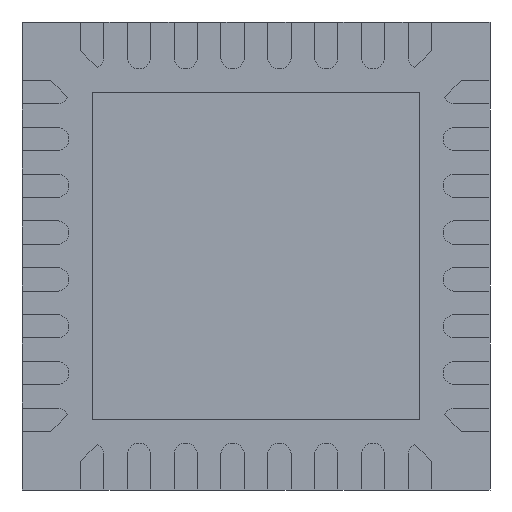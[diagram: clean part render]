
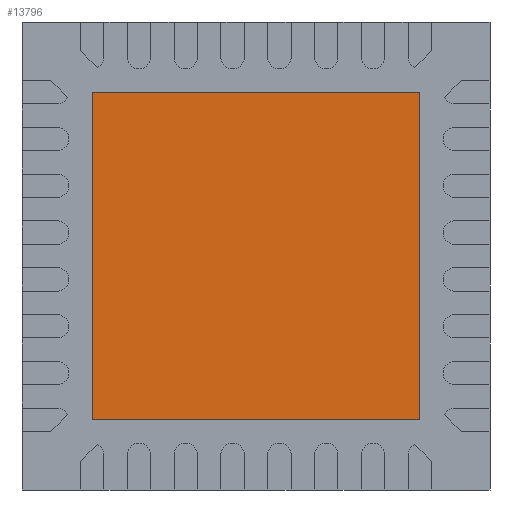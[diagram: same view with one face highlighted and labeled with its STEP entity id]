
A CAD part, front view. The second image highlights one B-rep face of the part: STEP entity #13796.
In plain terms, the highlighted planar face has unit normal (0, -1, 0).
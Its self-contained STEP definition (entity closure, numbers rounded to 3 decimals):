
#13492=DIRECTION('',(1.,0.,0.));
#13493=VECTOR('',#13492,2.8);
#13494=CARTESIAN_POINT('',(-1.4,0.,-1.4));
#13495=LINE('',#13494,#13493);
#13499=DIRECTION('',(0.,0.,-1.));
#13500=VECTOR('',#13499,2.8);
#13501=CARTESIAN_POINT('',(-1.4,0.,1.4));
#13502=LINE('',#13501,#13500);
#13506=DIRECTION('',(-1.,0.,0.));
#13507=VECTOR('',#13506,2.8);
#13508=CARTESIAN_POINT('',(1.4,0.,1.4));
#13509=LINE('',#13508,#13507);
#13513=DIRECTION('',(0.,0.,1.));
#13514=VECTOR('',#13513,2.8);
#13515=CARTESIAN_POINT('',(1.4,0.,-1.4));
#13516=LINE('',#13515,#13514);
#13632=CARTESIAN_POINT('',(-1.4,0.,-1.4));
#13633=CARTESIAN_POINT('',(1.4,0.,-1.4));
#13634=VERTEX_POINT('',#13632);
#13635=VERTEX_POINT('',#13633);
#13636=CARTESIAN_POINT('',(-1.4,0.,1.4));
#13637=VERTEX_POINT('',#13636);
#13638=CARTESIAN_POINT('',(1.4,0.,1.4));
#13639=VERTEX_POINT('',#13638);
#13785=CARTESIAN_POINT('',(0.,0.,0.));
#13786=DIRECTION('',(0.,-1.,0.));
#13787=DIRECTION('',(-1.,0.,0.));
#13788=AXIS2_PLACEMENT_3D('',#13785,#13786,#13787);
#13789=PLANE('',#13788);
#13790=ORIENTED_EDGE('',*,*,#13737,.F.);
#13791=ORIENTED_EDGE('',*,*,#13752,.F.);
#13792=ORIENTED_EDGE('',*,*,#13766,.F.);
#13793=ORIENTED_EDGE('',*,*,#13779,.F.);
#13794=EDGE_LOOP('',(#13790,#13791,#13792,#13793));
#13795=FACE_OUTER_BOUND('',#13794,.F.);
#13796=ADVANCED_FACE('',(#13795),#13789,.T.);
#13737=EDGE_CURVE('',#13634,#13635,#13495,.T.);
#13752=EDGE_CURVE('',#13637,#13634,#13502,.T.);
#13766=EDGE_CURVE('',#13639,#13637,#13509,.T.);
#13779=EDGE_CURVE('',#13635,#13639,#13516,.T.);
